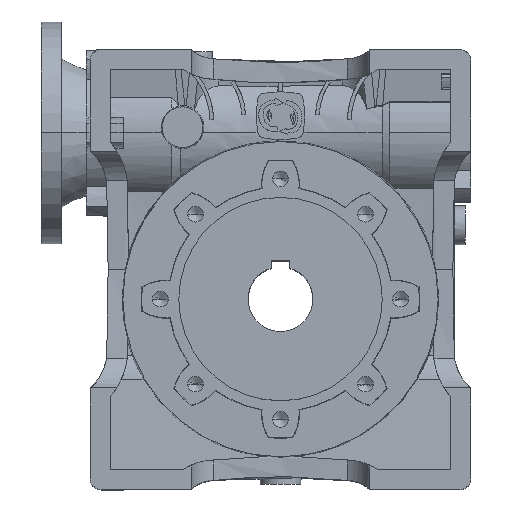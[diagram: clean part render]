
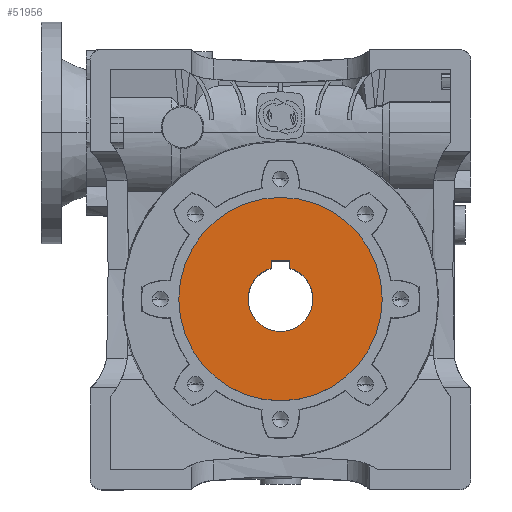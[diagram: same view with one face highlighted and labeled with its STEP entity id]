
A CAD part, top view. The second image highlights one B-rep face of the part: STEP entity #51956.
In plain terms, the highlighted planar face has unit normal (0, 0, 1).
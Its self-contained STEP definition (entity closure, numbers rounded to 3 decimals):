
#1027 = CARTESIAN_POINT ( 'NONE',  ( 0., 0., 70. ) ) ;
#1028 = DIRECTION ( 'NONE',  ( 0., 0., 1. ) ) ;
#1029 = DIRECTION ( 'NONE',  ( 1., 0., 0. ) ) ;
#1035 = CARTESIAN_POINT ( 'NONE',  ( 0., 0., 70. ) ) ;
#1036 = DIRECTION ( 'NONE',  ( 0., 0., 1. ) ) ;
#1037 = DIRECTION ( 'NONE',  ( 1., 0., 0. ) ) ;
#1045 = CARTESIAN_POINT ( 'NONE',  ( 0., 0., 70. ) ) ;
#1046 = DIRECTION ( 'NONE',  ( 0., 0., 1. ) ) ;
#1047 = DIRECTION ( 'NONE',  ( 1., 0., 0. ) ) ;
#4938 = EDGE_CURVE ( 'NONE', #18917, #7865, #31672, .T. ) ;
#4939 = EDGE_CURVE ( 'NONE', #18916, #18917, #31675, .T. ) ;
#4940 = EDGE_CURVE ( 'NONE', #18919, #18916, #31670, .T. ) ;
#4941 = EDGE_CURVE ( 'NONE', #7868, #18919, #31676, .T. ) ;
#4942 = EDGE_CURVE ( 'NONE', #7858, #7857, #31678, .T. ) ;
#5487 = CARTESIAN_POINT ( 'NONE',  ( -5., 16.771, 70. ) ) ;
#5491 = CARTESIAN_POINT ( 'NONE',  ( -5., 20.8, 70. ) ) ;
#5496 = CARTESIAN_POINT ( 'NONE',  ( 5., 20.8, 70. ) ) ;
#7857 = VERTEX_POINT ( 'NONE', #43408 ) ;
#7858 = VERTEX_POINT ( 'NONE', #43413 ) ;
#7865 = VERTEX_POINT ( 'NONE', #43414 ) ;
#7866 = VERTEX_POINT ( 'NONE', #43418 ) ;
#7868 = VERTEX_POINT ( 'NONE', #43415 ) ;
#12269 = EDGE_CURVE ( 'NONE', #7857, #7858, #53985, .T. ) ;
#12273 = EDGE_CURVE ( 'NONE', #7865, #7866, #53984, .T. ) ;
#12276 = EDGE_CURVE ( 'NONE', #7866, #7868, #53995, .T. ) ;
#12902 = ORIENTED_EDGE ( 'NONE', *, *, #4938, .F. ) ;
#12904 = ORIENTED_EDGE ( 'NONE', *, *, #4939, .F. ) ;
#12905 = ORIENTED_EDGE ( 'NONE', *, *, #4940, .F. ) ;
#12906 = ORIENTED_EDGE ( 'NONE', *, *, #4941, .F. ) ;
#12907 = ORIENTED_EDGE ( 'NONE', *, *, #12276, .F. ) ;
#12908 = ORIENTED_EDGE ( 'NONE', *, *, #12273, .F. ) ;
#12910 = ORIENTED_EDGE ( 'NONE', *, *, #12269, .T. ) ;
#12912 = ORIENTED_EDGE ( 'NONE', *, *, #4942, .T. ) ;
#16097 = EDGE_LOOP ( 'NONE', ( #12902, #12904, #12905, #12906, #12907, #12908 ) ) ;
#16122 = EDGE_LOOP ( 'NONE', ( #12910, #12912 ) ) ;
#17890 = AXIS2_PLACEMENT_3D ( 'NONE', #48241, #48240, #48245 ) ;
#18916 = VERTEX_POINT ( 'NONE', #5491 ) ;
#18917 = VERTEX_POINT ( 'NONE', #5487 ) ;
#18919 = VERTEX_POINT ( 'NONE', #5496 ) ;
#23895 = AXIS2_PLACEMENT_3D ( 'NONE', #36490, #36491, #36492 ) ;
#23896 = AXIS2_PLACEMENT_3D ( 'NONE', #36497, #36498, #36499 ) ;
#25322 = AXIS2_PLACEMENT_3D ( 'NONE', #1027, #1028, #1029 ) ;
#25327 = AXIS2_PLACEMENT_3D ( 'NONE', #1035, #1036, #1037 ) ;
#25331 = AXIS2_PLACEMENT_3D ( 'NONE', #1045, #1046, #1047 ) ;
#31670 = LINE ( 'NONE', #36489, #31679 ) ;
#31672 = CIRCLE ( 'NONE', #23895, 17.5 ) ;
#31675 = LINE ( 'NONE', #36487, #31677 ) ;
#31676 = LINE ( 'NONE', #36488, #31681 ) ;
#31677 = VECTOR ( 'NONE', #36482, 1000. ) ;
#31678 = CIRCLE ( 'NONE', #23896, 55. ) ;
#31679 = VECTOR ( 'NONE', #36493, 1000. ) ;
#31681 = VECTOR ( 'NONE', #36494, 1000. ) ;
#36482 = DIRECTION ( 'NONE',  ( 0., -1., 0. ) ) ;
#36487 = CARTESIAN_POINT ( 'NONE',  ( -5., 20.8, 70. ) ) ;
#36488 = CARTESIAN_POINT ( 'NONE',  ( 5., 20.8, 70. ) ) ;
#36489 = CARTESIAN_POINT ( 'NONE',  ( -5., 20.8, 70. ) ) ;
#36490 = CARTESIAN_POINT ( 'NONE',  ( 0., 0., 70. ) ) ;
#36491 = DIRECTION ( 'NONE',  ( 0., 0., 1. ) ) ;
#36492 = DIRECTION ( 'NONE',  ( 1., 0., 0. ) ) ;
#36493 = DIRECTION ( 'NONE',  ( -1., 0., 0. ) ) ;
#36494 = DIRECTION ( 'NONE',  ( 0., 1., 0. ) ) ;
#36497 = CARTESIAN_POINT ( 'NONE',  ( 0., 0., 70. ) ) ;
#36498 = DIRECTION ( 'NONE',  ( 0., 0., 1. ) ) ;
#36499 = DIRECTION ( 'NONE',  ( 1., 0., 0. ) ) ;
#43408 = CARTESIAN_POINT ( 'NONE',  ( 55., 0., 70. ) ) ;
#43413 = CARTESIAN_POINT ( 'NONE',  ( -55., 0., 70. ) ) ;
#43414 = CARTESIAN_POINT ( 'NONE',  ( -17.5, 0., 70. ) ) ;
#43415 = CARTESIAN_POINT ( 'NONE',  ( 5., 16.771, 70. ) ) ;
#43418 = CARTESIAN_POINT ( 'NONE',  ( 17.5, 0., 70. ) ) ;
#46824 = FACE_BOUND ( 'NONE', #16097, .T. ) ;
#46829 = FACE_OUTER_BOUND ( 'NONE', #16122, .T. ) ;
#48240 = DIRECTION ( 'NONE',  ( 0., 0., -1. ) ) ;
#48241 = CARTESIAN_POINT ( 'NONE',  ( 0., 17.5, 70. ) ) ;
#48243 = PLANE ( 'NONE',  #17890 ) ;
#48245 = DIRECTION ( 'NONE',  ( -1., 0., 0. ) ) ;
#51956 = ADVANCED_FACE ( 'NONE', ( #46824, #46829 ), #48243, .F. ) ;
#53984 = CIRCLE ( 'NONE', #25327, 17.5 ) ;
#53985 = CIRCLE ( 'NONE', #25322, 55. ) ;
#53995 = CIRCLE ( 'NONE', #25331, 17.5 ) ;
